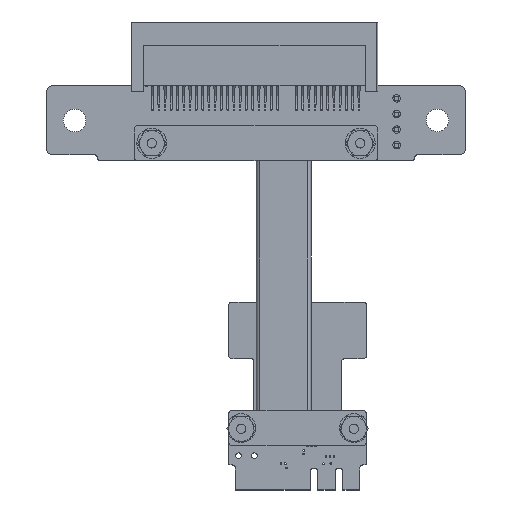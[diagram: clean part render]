
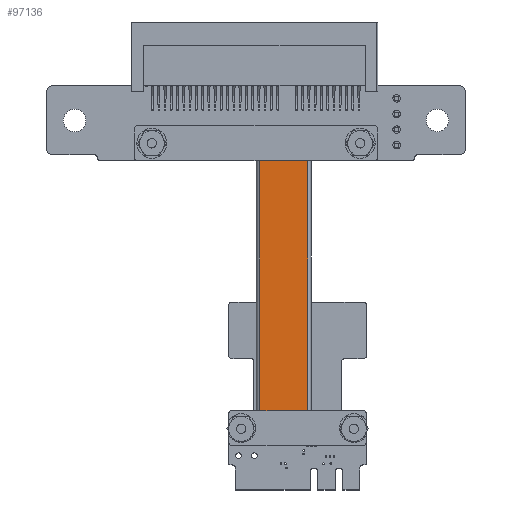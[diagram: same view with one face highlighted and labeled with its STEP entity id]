
A CAD part, top view. The second image highlights one B-rep face of the part: STEP entity #97136.
In plain terms, the highlighted face is planar.
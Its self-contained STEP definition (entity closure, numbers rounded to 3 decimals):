
#96825 = VERTEX_POINT('',#96826);
#96826 = CARTESIAN_POINT('',(-0.001,-0.001,
    43.));
#96833 = EDGE_CURVE('',#96825,#96834,#96836,.T.);
#96834 = VERTEX_POINT('',#96835);
#96835 = CARTESIAN_POINT('',(-7.621,-0.001,43.));
#96836 = LINE('',#96837,#96838);
#96837 = CARTESIAN_POINT('',(-7.621,-0.001,43.));
#96838 = VECTOR('',#96839,1.);
#96839 = DIRECTION('',(-1.,0.,0.));
#96936 = VERTEX_POINT('',#96937);
#96937 = CARTESIAN_POINT('',(-0.001,-0.001,
    0.));
#96953 = VERTEX_POINT('',#96954);
#96954 = CARTESIAN_POINT('',(-7.621,-0.001,
    0.));
#96961 = EDGE_CURVE('',#96936,#96953,#96962,.T.);
#96962 = LINE('',#96963,#96964);
#96963 = CARTESIAN_POINT('',(-7.621,-0.001,
    0.));
#96964 = VECTOR('',#96965,1.);
#96965 = DIRECTION('',(-1.,0.,0.));
#97119 = EDGE_CURVE('',#96825,#96936,#97120,.T.);
#97120 = LINE('',#97121,#97122);
#97121 = CARTESIAN_POINT('',(-0.001,-0.001,
    43.));
#97122 = VECTOR('',#97123,1.);
#97123 = DIRECTION('',(0.,0.,-1.));
#97136 = ADVANCED_FACE('',(#97137),#97148,.F.);
#97137 = FACE_BOUND('',#97138,.T.);
#97138 = EDGE_LOOP('',(#97139,#97140,#97146,#97147));
#97139 = ORIENTED_EDGE('',*,*,#96961,.T.);
#97140 = ORIENTED_EDGE('',*,*,#97141,.F.);
#97141 = EDGE_CURVE('',#96834,#96953,#97142,.T.);
#97142 = LINE('',#97143,#97144);
#97143 = CARTESIAN_POINT('',(-7.621,-0.001,43.));
#97144 = VECTOR('',#97145,1.);
#97145 = DIRECTION('',(0.,0.,-1.));
#97146 = ORIENTED_EDGE('',*,*,#96833,.F.);
#97147 = ORIENTED_EDGE('',*,*,#97119,.T.);
#97148 = PLANE('',#97149);
#97149 = AXIS2_PLACEMENT_3D('',#97150,#97151,#97152);
#97150 = CARTESIAN_POINT('',(-7.621,-0.001,43.));
#97151 = DIRECTION('',(0.,-1.,0.));
#97152 = DIRECTION('',(0.,0.,-1.));
